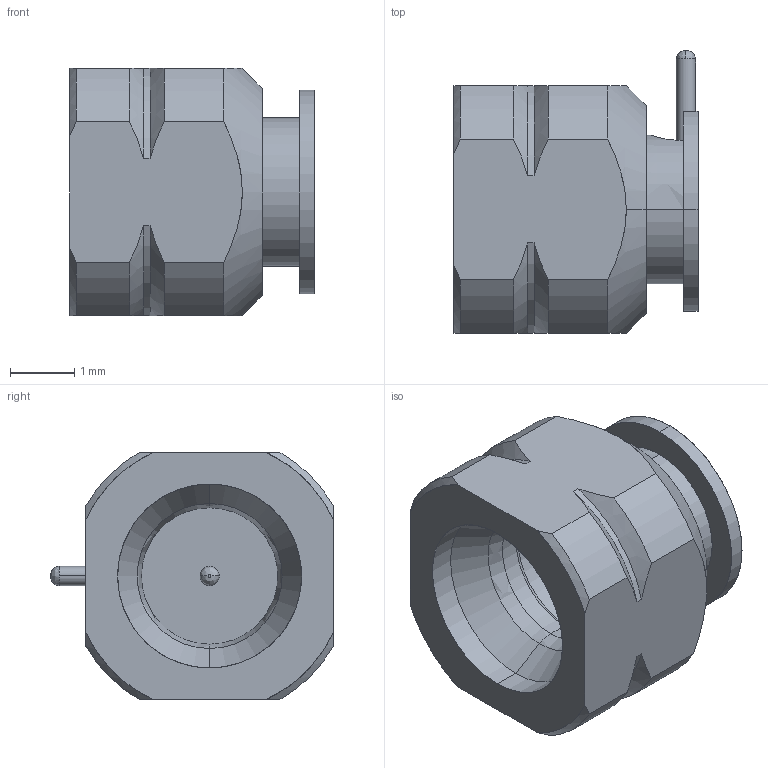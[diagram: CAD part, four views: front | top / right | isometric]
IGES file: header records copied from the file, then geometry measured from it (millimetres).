
Start section: SolidWorks IGES file using analytic representation for surfaces
Global section: file name: R201.508.000A.IGS; native system: SolidWorks 2011; preprocessor: SolidWorks 2011; author: RAYMOND_G; date: 140204.132709; units: millimetre
Bounding box: 3.81 x 4.41 x 3.86 mm (x, y, z)
Surface area: 96.3 mm2 (no closed solid volume)
Topology: 0 solids, 0 shells, 68 faces, 649 edges, 649 vertices
Faces by surface type: revolution 46, bspline 22
